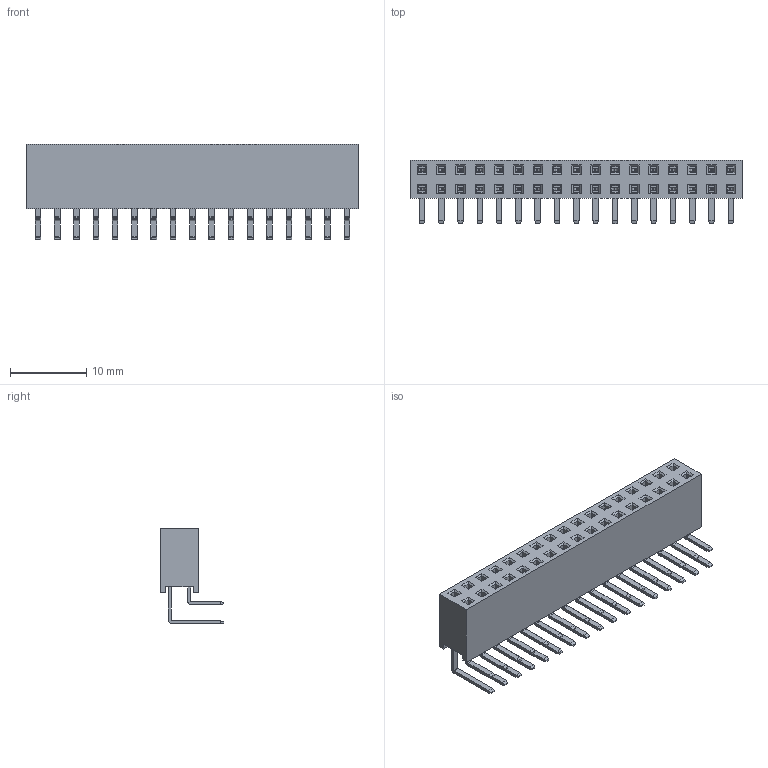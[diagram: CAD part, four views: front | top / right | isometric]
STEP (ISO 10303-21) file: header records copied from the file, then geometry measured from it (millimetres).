
FILE_DESCRIPTION(/* description */ ('Unknown'),/* implementation_level */ '2;1');
FILE_NAME(/* name */ '613034243121',/* time_stamp */ '2016-01-05T14:41:36+01:00',/* author */ ('Unknown'),/* organization */ ('Unknown'),/* preprocessor_version */ 'ST-DEVELOPER v16',/* originating_system */ 'DEX',/* authorisation */ $);
FILE_SCHEMA (('AUTOMOTIVE_DESIGN {1 0 10303 214 3 1 1}'));
Length unit declared in the file: millimetre
Products named in the file (4): 6130xx243121; 613034243121; 6130xx243121_PIN; 6130xx243121_PIN_G
Assembly tree (35 placements, depth 2):
  6130xx243121
    613034243121
    6130xx243121_PIN  x17
    6130xx243121_PIN_G  x17
Bounding box: 43.68 x 8.3 x 12.6 mm (x, y, z)
Volume: 1634.3 mm3; surface area: 4215.4 mm2
Topology: 35 solids, 35 shells, 1608 faces, 4342 edges, 2804 vertices
Faces by surface type: plane 1404, cylinder 136, bspline 68
Entity records: 19464 total; most frequent: CARTESIAN_POINT 3498, ORIENTED_EDGE 3372, DIRECTION 2990, EDGE_CURVE 1686, LINE 1662, VECTOR 1662, VERTEX_POINT 1076, EDGE_LOOP 684
